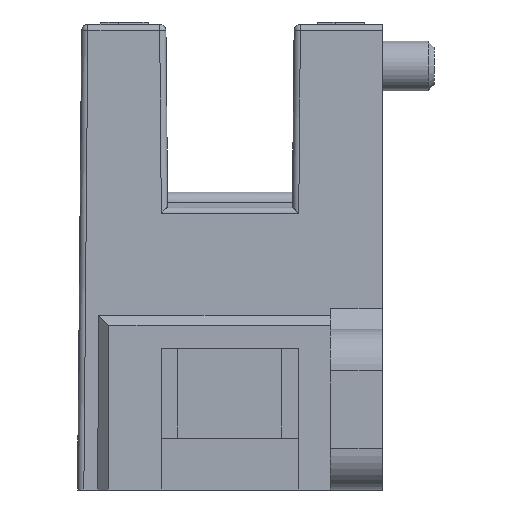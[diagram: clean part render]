
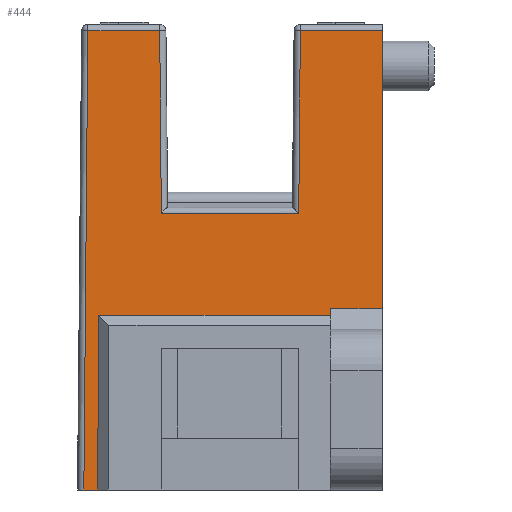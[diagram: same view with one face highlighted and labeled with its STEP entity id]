
A CAD part, front view. The second image highlights one B-rep face of the part: STEP entity #444.
In plain terms, the highlighted planar face has unit normal (0, -1, 0.009).
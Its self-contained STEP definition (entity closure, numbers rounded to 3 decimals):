
#444=ADVANCED_FACE('',(#733),#606,.T.);
#606=PLANE('',#3308);
#733=FACE_OUTER_BOUND('',#883,.T.);
#883=EDGE_LOOP('',(#1082,#1083,#1084,#1085,#1086,#1087,#1088,#1089,#1090,
#1091,#1092,#1093));
#1082=ORIENTED_EDGE('',*,*,#2188,.F.);
#1083=ORIENTED_EDGE('',*,*,#2189,.T.);
#1084=ORIENTED_EDGE('',*,*,#2190,.T.);
#1085=ORIENTED_EDGE('',*,*,#2191,.F.);
#1086=ORIENTED_EDGE('',*,*,#2192,.F.);
#1087=ORIENTED_EDGE('',*,*,#2193,.T.);
#1088=ORIENTED_EDGE('',*,*,#2194,.T.);
#1089=ORIENTED_EDGE('',*,*,#2195,.T.);
#1090=ORIENTED_EDGE('',*,*,#2196,.T.);
#1091=ORIENTED_EDGE('',*,*,#2197,.T.);
#1092=ORIENTED_EDGE('',*,*,#2198,.T.);
#1093=ORIENTED_EDGE('',*,*,#2199,.T.);
#1914=VERTEX_POINT('',#4374);
#1915=VERTEX_POINT('',#4375);
#1916=VERTEX_POINT('',#4377);
#1917=VERTEX_POINT('',#4379);
#1918=VERTEX_POINT('',#4381);
#1919=VERTEX_POINT('',#4383);
#1920=VERTEX_POINT('',#4385);
#1921=VERTEX_POINT('',#4387);
#1922=VERTEX_POINT('',#4389);
#1923=VERTEX_POINT('',#4391);
#1924=VERTEX_POINT('',#4393);
#1925=VERTEX_POINT('',#4395);
#2188=EDGE_CURVE('',#1914,#1915,#2605,.T.);
#2189=EDGE_CURVE('',#1914,#1916,#2606,.T.);
#2190=EDGE_CURVE('',#1916,#1917,#2607,.T.);
#2191=EDGE_CURVE('',#1918,#1917,#2608,.T.);
#2192=EDGE_CURVE('',#1919,#1918,#2609,.T.);
#2193=EDGE_CURVE('',#1919,#1920,#2610,.T.);
#2194=EDGE_CURVE('',#1920,#1921,#2611,.T.);
#2195=EDGE_CURVE('',#1921,#1922,#2612,.T.);
#2196=EDGE_CURVE('',#1922,#1923,#2613,.T.);
#2197=EDGE_CURVE('',#1923,#1924,#2614,.T.);
#2198=EDGE_CURVE('',#1924,#1925,#2615,.T.);
#2199=EDGE_CURVE('',#1925,#1915,#2616,.T.);
#2605=LINE('',#4373,#2965);
#2606=LINE('',#4376,#2966);
#2607=LINE('',#4378,#2967);
#2608=LINE('',#4380,#2968);
#2609=LINE('',#4382,#2969);
#2610=LINE('',#4384,#2970);
#2611=LINE('',#4386,#2971);
#2612=LINE('',#4388,#2972);
#2613=LINE('',#4390,#2973);
#2614=LINE('',#4392,#2974);
#2615=LINE('',#4394,#2975);
#2616=LINE('',#4396,#2976);
#2965=VECTOR('',#3557,1.);
#2966=VECTOR('',#3558,1.);
#2967=VECTOR('',#3559,1.);
#2968=VECTOR('',#3560,1.);
#2969=VECTOR('',#3561,1.);
#2970=VECTOR('',#3562,1.);
#2971=VECTOR('',#3563,1.);
#2972=VECTOR('',#3564,1.);
#2973=VECTOR('',#3565,1.);
#2974=VECTOR('',#3566,1.);
#2975=VECTOR('',#3567,1.);
#2976=VECTOR('',#3568,1.);
#3308=AXIS2_PLACEMENT_3D('',#4397,#3569,#3570);
#3557=DIRECTION('',(-1.,0.,0.));
#3558=DIRECTION('',(0.005,0.009,1.));
#3559=DIRECTION('',(1.,0.,0.));
#3560=DIRECTION('',(0.,-0.009,-1.));
#3561=DIRECTION('',(-1.,0.,0.));
#3562=DIRECTION('',(0.,0.009,1.));
#3563=DIRECTION('',(-1.,0.,0.));
#3564=DIRECTION('',(-0.009,-0.009,-1.));
#3565=DIRECTION('',(-1.,0.,0.));
#3566=DIRECTION('',(-0.009,0.009,1.));
#3567=DIRECTION('',(-1.,0.,0.));
#3568=DIRECTION('',(-0.009,-0.009,-1.));
#3569=DIRECTION('',(0.,-1.,0.009));
#3570=DIRECTION('',(0.,-0.009,-1.));
#4373=CARTESIAN_POINT('',(210.775,33.122,-94.53));
#4374=CARTESIAN_POINT('',(298.023,33.122,-94.53));
#4375=CARTESIAN_POINT('',(297.358,33.122,-94.53));
#4376=CARTESIAN_POINT('',(298.098,33.247,-80.219));
#4377=CARTESIAN_POINT('',(298.067,33.195,-86.113));
#4378=CARTESIAN_POINT('',(314.387,33.195,-86.113));
#4379=CARTESIAN_POINT('',(309.226,33.195,-86.113));
#4380=CARTESIAN_POINT('',(309.226,33.122,-94.526));
#4381=CARTESIAN_POINT('',(309.226,33.198,-85.8));
#4382=CARTESIAN_POINT('',(294.391,33.198,-85.8));
#4383=CARTESIAN_POINT('',(311.726,33.198,-85.8));
#4384=CARTESIAN_POINT('',(311.726,33.247,-80.2));
#4385=CARTESIAN_POINT('',(311.726,33.315,-72.427));
#4386=CARTESIAN_POINT('',(307.278,33.315,-72.427));
#4387=CARTESIAN_POINT('',(307.775,33.315,-72.427));
#4388=CARTESIAN_POINT('',(307.706,33.246,-80.312));
#4389=CARTESIAN_POINT('',(307.698,33.238,-81.227));
#4390=CARTESIAN_POINT('',(294.391,33.238,-81.227));
#4391=CARTESIAN_POINT('',(301.085,33.238,-81.227));
#4392=CARTESIAN_POINT('',(301.076,33.247,-80.137));
#4393=CARTESIAN_POINT('',(301.008,33.315,-72.427));
#4394=CARTESIAN_POINT('',(297.358,33.315,-72.427));
#4395=CARTESIAN_POINT('',(297.55,33.315,-72.427));
#4396=CARTESIAN_POINT('',(297.358,33.122,-94.533));
#4397=CARTESIAN_POINT('',(294.391,33.247,-80.2));
